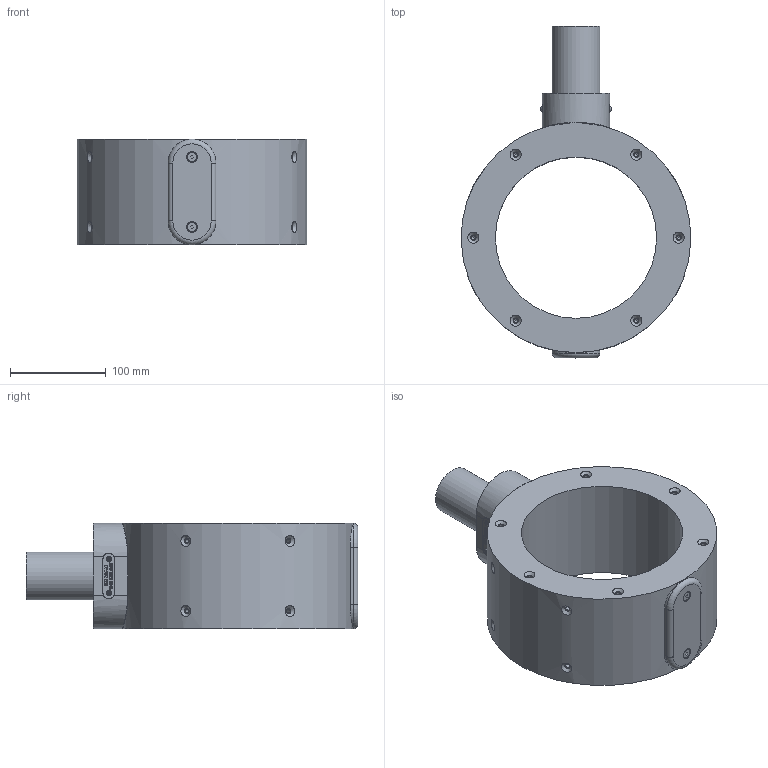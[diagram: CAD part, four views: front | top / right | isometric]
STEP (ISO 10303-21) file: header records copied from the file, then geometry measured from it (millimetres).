
FILE_DESCRIPTION (( 'STEP AP214' ), '1' );
FILE_NAME ('P-168-030-rev-C-ST.STEP', '2025-02-19T10:44:26', ( '' ), ( '' ), 'SwSTEP 2.0', 'SolidWorks 2024', '' );
FILE_SCHEMA (( 'AUTOMOTIVE_DESIGN' ));
Length unit declared in the file: millimetre
Products named in the file (1): P-168-030-rev-C-ST
Bounding box: 239.33 x 345.85 x 110.36 mm (x, y, z)
Volume: 2882471.4 mm3; surface area: 217818.2 mm2
Topology: 1 solids, 5 shells, 717 faces, 1820 edges, 1174 vertices
Faces by surface type: plane 421, bspline 132, cylinder 88, cone 66, torus 6, sphere 4
Full cylindrical faces by diameter (mm): 3 x4, 3.5 x4, 4.2 x20, 5.5 x20, 5.7 x4, 8.5 x6, 9.64 x2, 50 x1, 168 x1
Entity records: 30854 total; most frequent: CARTESIAN_POINT 9008, ORIENTED_EDGE 3288, DIRECTION 2450, EDGE_CURVE 1644, VERTEX_POINT 1134, EDGE_LOOP 924, LINE 818, VECTOR 818
